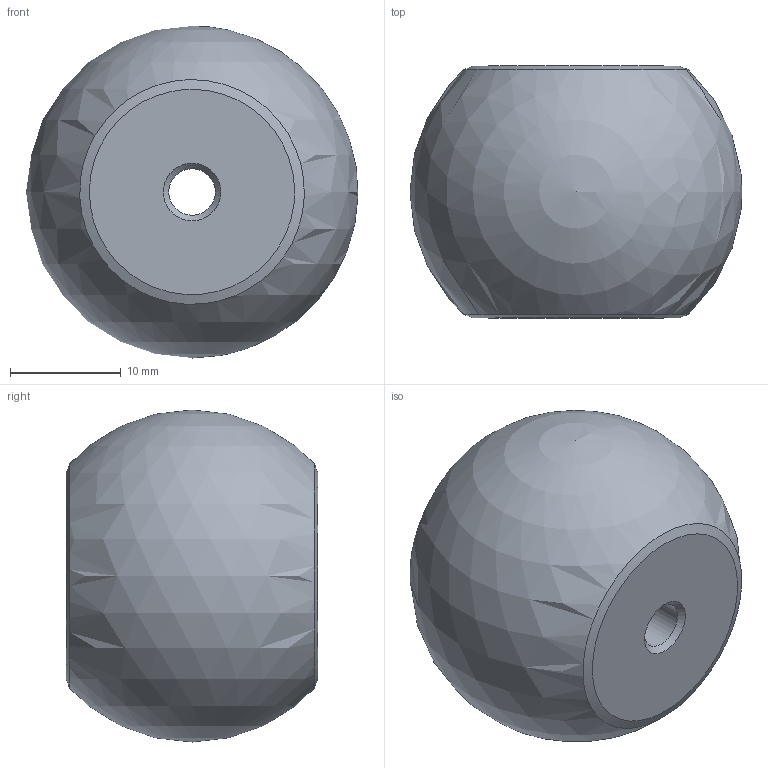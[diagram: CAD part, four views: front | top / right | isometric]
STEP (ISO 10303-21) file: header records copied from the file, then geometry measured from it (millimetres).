
FILE_DESCRIPTION(('FreeCAD Model'),'2;1');
FILE_NAME('Open CASCADE Shape Model','2025-01-15T11:23:19',(''),(''), 'Open CASCADE STEP processor 7.8','FreeCAD','Unknown');
FILE_SCHEMA(('AUTOMOTIVE_DESIGN { 1 0 10303 214 1 1 1 1 }'));
Length unit declared in the file: millimetre
Products named in the file (1): sphere
Bounding box: 29.99 x 22.75 x 30 mm (x, y, z)
Volume: 12670.8 mm3; surface area: 3002.1 mm2
Topology: 1 solids, 1 shells, 8 faces, 16 edges, 10 vertices
Faces by surface type: bspline 2, plane 2, cone 2, sphere 1, cylinder 1
Full cylindrical faces by diameter (mm): 4.2 x1
Entity records: 907 total; most frequent: CARTESIAN_POINT 609, DIRECTION 46, ORIENTED_EDGE 26, PCURVE 26, DEFINITIONAL_REPRESENTATION 26, LINE 23, VECTOR 23, EDGE_CURVE 13
